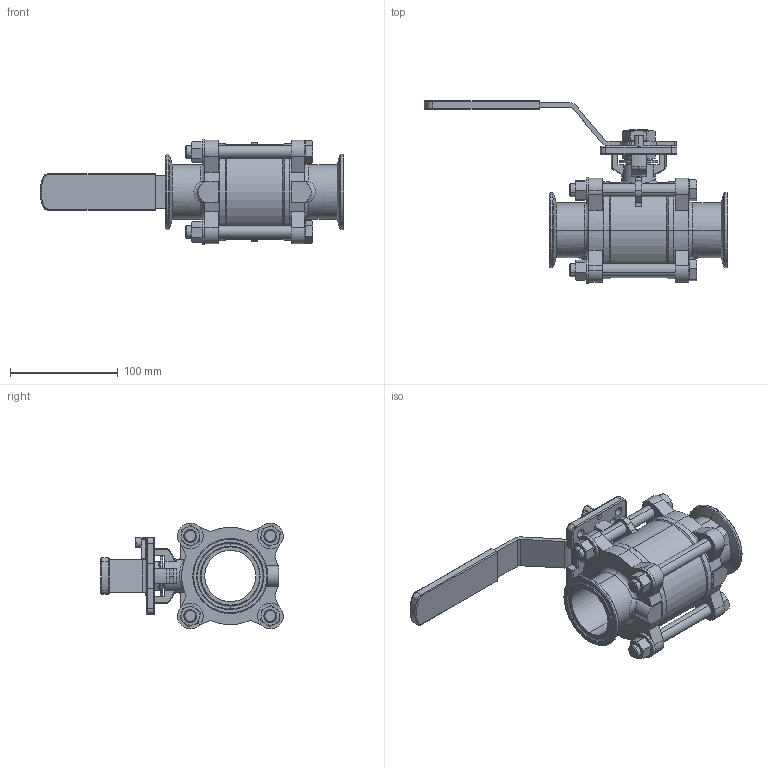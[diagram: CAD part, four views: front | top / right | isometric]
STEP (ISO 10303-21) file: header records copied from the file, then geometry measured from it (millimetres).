
FILE_DESCRIPTION (( 'STEP AP203' ), '1' );
FILE_NAME ('9020-200-TC.STEP', '2017-06-02T13:55:19', ( '' ), ( '' ), 'SwSTEP 2.0', 'SolidWorks 2014', '' );
FILE_SCHEMA (( 'CONFIG_CONTROL_DESIGN' ));
Length unit declared in the file: inch
Products named in the file (1): 9020-200-TC
Bounding box: 281.62 x 169.33 x 98.22 mm (x, y, z)
Volume: 444249.7 mm3; surface area: 179995.9 mm2
Topology: 18 solids, 18 shells, 659 faces, 1583 edges, 974 vertices
Faces by surface type: plane 244, cylinder 218, cone 130, bspline 55, torus 12
Entity records: 23021 total; most frequent: CARTESIAN_POINT 7744, DIRECTION 3204, ORIENTED_EDGE 3166, EDGE_CURVE 1583, AXIS2_PLACEMENT_3D 1261, VERTEX_POINT 974, EDGE_LOOP 743, LINE 682
